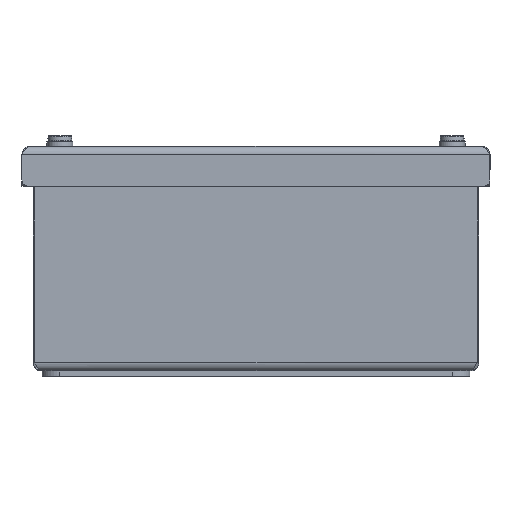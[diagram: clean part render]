
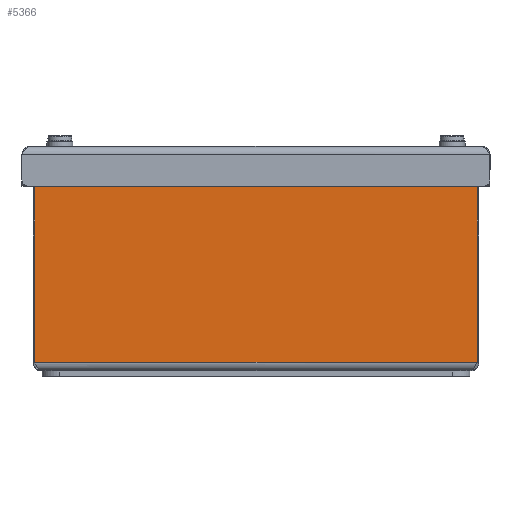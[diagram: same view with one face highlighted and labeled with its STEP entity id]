
A CAD part, left-side view. The second image highlights one B-rep face of the part: STEP entity #5366.
In plain terms, the highlighted planar face has unit normal (1, 0, 0).
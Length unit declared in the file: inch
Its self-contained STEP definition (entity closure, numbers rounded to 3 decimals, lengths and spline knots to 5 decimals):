
#914 = EDGE_CURVE ( 'NONE', #21452, #9782, #2813, .T. ) ;
#1008 = LINE ( 'NONE', #16421, #8038 ) ;
#1190 = ORIENTED_EDGE ( 'NONE', *, *, #22631, .F. ) ;
#1826 = LINE ( 'NONE', #11234, #8917 ) ;
#2433 = EDGE_CURVE ( 'NONE', #22527, #21641, #19537, .T. ) ;
#2665 = DIRECTION ( 'NONE',  ( 0., 1., 0. ) ) ;
#2813 = LINE ( 'NONE', #7192, #17366 ) ;
#2904 = ORIENTED_EDGE ( 'NONE', *, *, #15213, .F. ) ;
#3158 = ORIENTED_EDGE ( 'NONE', *, *, #16586, .F. ) ;
#4006 = DIRECTION ( 'NONE',  ( 0., 1., 0. ) ) ;
#4325 = EDGE_CURVE ( 'NONE', #27778, #12347, #22975, .T. ) ;
#4492 = DIRECTION ( 'NONE',  ( 0., 0., 1. ) ) ;
#4944 = CARTESIAN_POINT ( 'NONE',  ( 0., 0.022, 0.12 ) ) ;
#5304 = AXIS2_PLACEMENT_3D ( 'NONE', #12443, #17956, #24181 ) ;
#5366 = ADVANCED_FACE ( 'NONE', ( #10038 ), #25545, .F. ) ;
#6391 = VERTEX_POINT ( 'NONE', #27541 ) ;
#6697 = CIRCLE ( 'NONE', #5304, 0.008 ) ;
#7192 = CARTESIAN_POINT ( 'NONE',  ( 0., 0.78125, 0. ) ) ;
#7235 = CARTESIAN_POINT ( 'NONE',  ( 0., 6.22, 2.926 ) ) ;
#7482 = VERTEX_POINT ( 'NONE', #7235 ) ;
#7512 = ORIENTED_EDGE ( 'NONE', *, *, #2433, .F. ) ;
#7603 = EDGE_CURVE ( 'NONE', #10703, #21641, #10131, .T. ) ;
#7892 = LINE ( 'NONE', #26024, #10778 ) ;
#8038 = VECTOR ( 'NONE', #27308, 39.37008 ) ;
#8470 = CARTESIAN_POINT ( 'NONE',  ( 0., 0.03, 2.926 ) ) ;
#8495 = DIRECTION ( 'NONE',  ( 0., 0., -1. ) ) ;
#8896 = ORIENTED_EDGE ( 'NONE', *, *, #4325, .F. ) ;
#8917 = VECTOR ( 'NONE', #2665, 39.37008 ) ;
#9298 = EDGE_LOOP ( 'NONE', ( #22959, #8896, #3158, #21951, #1190, #26811, #2904, #12066, #7512, #12300 ) ) ;
#9465 = DIRECTION ( 'NONE',  ( 1., 0., 0. ) ) ;
#9782 = VERTEX_POINT ( 'NONE', #23213 ) ;
#9915 = VECTOR ( 'NONE', #8495, 39.37008 ) ;
#10038 = FACE_OUTER_BOUND ( 'NONE', #9298, .T. ) ;
#10131 = LINE ( 'NONE', #21165, #10937 ) ;
#10395 = CARTESIAN_POINT ( 'NONE',  ( 0., 0.78125, 2.926 ) ) ;
#10703 = VERTEX_POINT ( 'NONE', #4944 ) ;
#10742 = CIRCLE ( 'NONE', #22342, 0.008 ) ;
#10778 = VECTOR ( 'NONE', #21815, 39.37008 ) ;
#10929 = VECTOR ( 'NONE', #4492, 39.37008 ) ;
#10937 = VECTOR ( 'NONE', #4006, 39.37008 ) ;
#11234 = CARTESIAN_POINT ( 'NONE',  ( 0., 6.25, 2.926 ) ) ;
#12066 = ORIENTED_EDGE ( 'NONE', *, *, #7603, .T. ) ;
#12300 = ORIENTED_EDGE ( 'NONE', *, *, #19792, .T. ) ;
#12347 = VERTEX_POINT ( 'NONE', #17173 ) ;
#12443 = CARTESIAN_POINT ( 'NONE',  ( 0., 0.03, 2.918 ) ) ;
#13057 = LINE ( 'NONE', #21918, #10929 ) ;
#15205 = VECTOR ( 'NONE', #18614, 39.37008 ) ;
#15213 = EDGE_CURVE ( 'NONE', #10703, #6391, #13057, .T. ) ;
#16421 = CARTESIAN_POINT ( 'NONE',  ( 0., 6.25, 2.926 ) ) ;
#16586 = EDGE_CURVE ( 'NONE', #9782, #27778, #7892, .T. ) ;
#16701 = DIRECTION ( 'NONE',  ( 0., 0., 1. ) ) ;
#17173 = CARTESIAN_POINT ( 'NONE',  ( 0., 5.46875, 2.926 ) ) ;
#17366 = VECTOR ( 'NONE', #20111, 39.37008 ) ;
#17776 = CARTESIAN_POINT ( 'NONE',  ( 0., 6.228, 0.12 ) ) ;
#17956 = DIRECTION ( 'NONE',  ( 1., 0., 0. ) ) ;
#18465 = CARTESIAN_POINT ( 'NONE',  ( 0., 6.22, 2.918 ) ) ;
#18614 = DIRECTION ( 'NONE',  ( 0., 0., 1. ) ) ;
#18891 = CARTESIAN_POINT ( 'NONE',  ( 0., 6.25, 0. ) ) ;
#19537 = LINE ( 'NONE', #19830, #9915 ) ;
#19792 = EDGE_CURVE ( 'NONE', #22527, #7482, #10742, .T. ) ;
#19830 = CARTESIAN_POINT ( 'NONE',  ( 0., 6.228, 0. ) ) ;
#20111 = DIRECTION ( 'NONE',  ( 0., 0., -1. ) ) ;
#20795 = AXIS2_PLACEMENT_3D ( 'NONE', #18891, #27742, #16701 ) ;
#21165 = CARTESIAN_POINT ( 'NONE',  ( 0., 6.25, 0.12 ) ) ;
#21445 = CARTESIAN_POINT ( 'NONE',  ( 0., 6.228, 2.918 ) ) ;
#21452 = VERTEX_POINT ( 'NONE', #10395 ) ;
#21641 = VERTEX_POINT ( 'NONE', #17776 ) ;
#21815 = DIRECTION ( 'NONE',  ( 0., 1., 0. ) ) ;
#21914 = EDGE_CURVE ( 'NONE', #12347, #7482, #1008, .T. ) ;
#21918 = CARTESIAN_POINT ( 'NONE',  ( 0., 0.022, 0. ) ) ;
#21951 = ORIENTED_EDGE ( 'NONE', *, *, #914, .F. ) ;
#22342 = AXIS2_PLACEMENT_3D ( 'NONE', #18465, #9465, #22963 ) ;
#22527 = VERTEX_POINT ( 'NONE', #21445 ) ;
#22631 = EDGE_CURVE ( 'NONE', #28168, #21452, #1826, .T. ) ;
#22959 = ORIENTED_EDGE ( 'NONE', *, *, #21914, .F. ) ;
#22963 = DIRECTION ( 'NONE',  ( 0., 0., -1. ) ) ;
#22975 = LINE ( 'NONE', #27625, #15205 ) ;
#23213 = CARTESIAN_POINT ( 'NONE',  ( 0., 0.78125, 2.888 ) ) ;
#24181 = DIRECTION ( 'NONE',  ( 0., 0., 1. ) ) ;
#24897 = EDGE_CURVE ( 'NONE', #28168, #6391, #6697, .T. ) ;
#25545 = PLANE ( 'NONE',  #20795 ) ;
#26024 = CARTESIAN_POINT ( 'NONE',  ( 0., 6.25, 2.888 ) ) ;
#26811 = ORIENTED_EDGE ( 'NONE', *, *, #24897, .T. ) ;
#27308 = DIRECTION ( 'NONE',  ( 0., 1., 0. ) ) ;
#27541 = CARTESIAN_POINT ( 'NONE',  ( 0., 0.022, 2.918 ) ) ;
#27625 = CARTESIAN_POINT ( 'NONE',  ( 0., 5.46875, 0. ) ) ;
#27742 = DIRECTION ( 'NONE',  ( -1., 0., 0. ) ) ;
#27778 = VERTEX_POINT ( 'NONE', #28439 ) ;
#28168 = VERTEX_POINT ( 'NONE', #8470 ) ;
#28439 = CARTESIAN_POINT ( 'NONE',  ( 0., 5.46875, 2.888 ) ) ;
